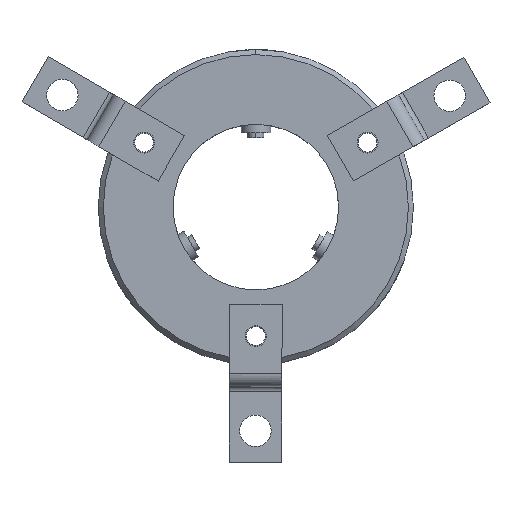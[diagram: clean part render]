
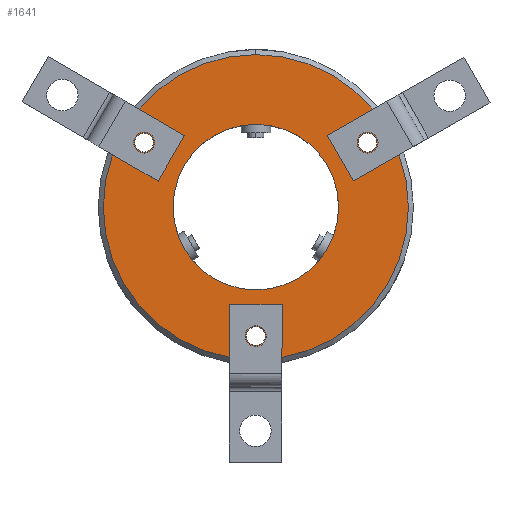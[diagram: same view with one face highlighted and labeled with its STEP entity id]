
A CAD part, top view. The second image highlights one B-rep face of the part: STEP entity #1641.
In plain terms, the highlighted face is planar.
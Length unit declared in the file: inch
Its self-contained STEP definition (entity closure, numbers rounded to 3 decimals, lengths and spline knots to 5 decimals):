
#7 = FACE_BOUND ( 'NONE', #2018, .T. ) ;
#17 = EDGE_LOOP ( 'NONE', ( #239, #3812 ) ) ;
#91 = DIRECTION ( 'NONE',  ( 0., 0., 1. ) ) ;
#132 = VERTEX_POINT ( 'NONE', #1278 ) ;
#239 = ORIENTED_EDGE ( 'NONE', *, *, #4236, .T. ) ;
#301 = ORIENTED_EDGE ( 'NONE', *, *, #2188, .F. ) ;
#322 = CIRCLE ( 'NONE', #1118, 0.4925 ) ;
#334 = CIRCLE ( 'NONE', #3994, 0.056 ) ;
#342 = CARTESIAN_POINT ( 'NONE',  ( 1., 0., 0. ) ) ;
#387 = VERTEX_POINT ( 'NONE', #2738 ) ;
#452 = VERTEX_POINT ( 'NONE', #2479 ) ;
#454 = DIRECTION ( 'NONE',  ( 0., 0., 1. ) ) ;
#459 = FACE_BOUND ( 'NONE', #2664, .T. ) ;
#469 = AXIS2_PLACEMENT_3D ( 'NONE', #2456, #4085, #1146 ) ;
#475 = CIRCLE ( 'NONE', #2350, 0.056 ) ;
#506 = CARTESIAN_POINT ( 'NONE',  ( 1., 0.38375, 0.72067 ) ) ;
#624 = CIRCLE ( 'NONE', #1309, 0.9075 ) ;
#706 = DIRECTION ( 'NONE',  ( 0., 0., 1. ) ) ;
#738 = CARTESIAN_POINT ( 'NONE',  ( 1., 0., -0.4925 ) ) ;
#824 = DIRECTION ( 'NONE',  ( 0., 0., 1. ) ) ;
#878 = CARTESIAN_POINT ( 'NONE',  ( 1., 0.38375, -0.60867 ) ) ;
#924 = ORIENTED_EDGE ( 'NONE', *, *, #3127, .T. ) ;
#984 = ORIENTED_EDGE ( 'NONE', *, *, #1006, .T. ) ;
#1006 = EDGE_CURVE ( 'NONE', #2582, #4249, #1541, .T. ) ;
#1017 = CARTESIAN_POINT ( 'NONE',  ( 1., -0.7675, 0.056 ) ) ;
#1089 = FACE_OUTER_BOUND ( 'NONE', #3023, .T. ) ;
#1116 = DIRECTION ( 'NONE',  ( 0., 0., 1. ) ) ;
#1118 = AXIS2_PLACEMENT_3D ( 'NONE', #3429, #2426, #1116 ) ;
#1137 = DIRECTION ( 'NONE',  ( 0., 0., 1. ) ) ;
#1146 = DIRECTION ( 'NONE',  ( 0., 0., 1. ) ) ;
#1172 = DIRECTION ( 'NONE',  ( -1., 0., 0. ) ) ;
#1199 = VERTEX_POINT ( 'NONE', #878 ) ;
#1204 = CIRCLE ( 'NONE', #3100, 0.056 ) ;
#1278 = CARTESIAN_POINT ( 'NONE',  ( 1., 0.38375, -0.72067 ) ) ;
#1293 = DIRECTION ( 'NONE',  ( 0., -1., 0. ) ) ;
#1303 = CIRCLE ( 'NONE', #4266, 0.056 ) ;
#1309 = AXIS2_PLACEMENT_3D ( 'NONE', #342, #3277, #1293 ) ;
#1403 = DIRECTION ( 'NONE',  ( 0., -1., 0. ) ) ;
#1415 = ORIENTED_EDGE ( 'NONE', *, *, #1600, .T. ) ;
#1453 = DIRECTION ( 'NONE',  ( -1., 0., 0. ) ) ;
#1478 = EDGE_LOOP ( 'NONE', ( #2182, #2297 ) ) ;
#1541 = CIRCLE ( 'NONE', #4005, 0.056 ) ;
#1542 = AXIS2_PLACEMENT_3D ( 'NONE', #3104, #4124, #1137 ) ;
#1600 = EDGE_CURVE ( 'NONE', #3012, #2970, #2933, .T. ) ;
#1641 = ADVANCED_FACE ( 'NONE', ( #459, #2060, #7, #2162, #1089 ), #1777, .F. ) ;
#1669 = VERTEX_POINT ( 'NONE', #1925 ) ;
#1713 = DIRECTION ( 'NONE',  ( -1., 0., 0. ) ) ;
#1763 = CARTESIAN_POINT ( 'NONE',  ( 1., 0., 0. ) ) ;
#1777 = PLANE ( 'NONE',  #469 ) ;
#1789 = DIRECTION ( 'NONE',  ( 0., 0., 1. ) ) ;
#1804 = CARTESIAN_POINT ( 'NONE',  ( 1., 0.38375, 0.66467 ) ) ;
#1925 = CARTESIAN_POINT ( 'NONE',  ( 1., 0.9075, 0. ) ) ;
#2017 = AXIS2_PLACEMENT_3D ( 'NONE', #1763, #3434, #1789 ) ;
#2018 = EDGE_LOOP ( 'NONE', ( #984, #4141 ) ) ;
#2041 = CARTESIAN_POINT ( 'NONE',  ( 1., -0.7675, 0. ) ) ;
#2057 = CARTESIAN_POINT ( 'NONE',  ( 1., 0., 0. ) ) ;
#2060 = FACE_BOUND ( 'NONE', #1478, .T. ) ;
#2081 = CARTESIAN_POINT ( 'NONE',  ( 1., 0.38375, -0.66467 ) ) ;
#2162 = FACE_BOUND ( 'NONE', #17, .T. ) ;
#2167 = DIRECTION ( 'NONE',  ( 0., 0., 1. ) ) ;
#2182 = ORIENTED_EDGE ( 'NONE', *, *, #3529, .T. ) ;
#2188 = EDGE_CURVE ( 'NONE', #452, #1669, #3081, .T. ) ;
#2297 = ORIENTED_EDGE ( 'NONE', *, *, #2650, .T. ) ;
#2350 = AXIS2_PLACEMENT_3D ( 'NONE', #1804, #3756, #91 ) ;
#2426 = DIRECTION ( 'NONE',  ( -1., 0., 0. ) ) ;
#2456 = CARTESIAN_POINT ( 'NONE',  ( 1., 0.4925, 0. ) ) ;
#2479 = CARTESIAN_POINT ( 'NONE',  ( 1., -0.9075, 0. ) ) ;
#2497 = CARTESIAN_POINT ( 'NONE',  ( 1., 0.38375, 0.66467 ) ) ;
#2582 = VERTEX_POINT ( 'NONE', #1017 ) ;
#2650 = EDGE_CURVE ( 'NONE', #387, #3170, #475, .T. ) ;
#2660 = CARTESIAN_POINT ( 'NONE',  ( 1., 0., 0.4925 ) ) ;
#2664 = EDGE_LOOP ( 'NONE', ( #924, #1415 ) ) ;
#2714 = ORIENTED_EDGE ( 'NONE', *, *, #3902, .F. ) ;
#2738 = CARTESIAN_POINT ( 'NONE',  ( 1., 0.38375, 0.60867 ) ) ;
#2764 = AXIS2_PLACEMENT_3D ( 'NONE', #2057, #3345, #1403 ) ;
#2818 = DIRECTION ( 'NONE',  ( -1., 0., 0. ) ) ;
#2933 = CIRCLE ( 'NONE', #2017, 0.4925 ) ;
#2970 = VERTEX_POINT ( 'NONE', #2660 ) ;
#3012 = VERTEX_POINT ( 'NONE', #738 ) ;
#3023 = EDGE_LOOP ( 'NONE', ( #301, #2714 ) ) ;
#3081 = CIRCLE ( 'NONE', #2764, 0.9075 ) ;
#3100 = AXIS2_PLACEMENT_3D ( 'NONE', #2081, #1453, #454 ) ;
#3102 = CARTESIAN_POINT ( 'NONE',  ( 1., 0.38375, -0.66467 ) ) ;
#3104 = CARTESIAN_POINT ( 'NONE',  ( 1., -0.7675, 0. ) ) ;
#3127 = EDGE_CURVE ( 'NONE', #2970, #3012, #322, .T. ) ;
#3170 = VERTEX_POINT ( 'NONE', #506 ) ;
#3226 = EDGE_CURVE ( 'NONE', #4249, #2582, #3733, .T. ) ;
#3277 = DIRECTION ( 'NONE',  ( -1., 0., 0. ) ) ;
#3345 = DIRECTION ( 'NONE',  ( -1., 0., 0. ) ) ;
#3429 = CARTESIAN_POINT ( 'NONE',  ( 1., 0., 0. ) ) ;
#3434 = DIRECTION ( 'NONE',  ( -1., 0., 0. ) ) ;
#3529 = EDGE_CURVE ( 'NONE', #3170, #387, #1303, .T. ) ;
#3662 = CARTESIAN_POINT ( 'NONE',  ( 1., -0.7675, -0.056 ) ) ;
#3733 = CIRCLE ( 'NONE', #1542, 0.056 ) ;
#3756 = DIRECTION ( 'NONE',  ( -1., 0., 0. ) ) ;
#3812 = ORIENTED_EDGE ( 'NONE', *, *, #4206, .T. ) ;
#3902 = EDGE_CURVE ( 'NONE', #1669, #452, #624, .T. ) ;
#3994 = AXIS2_PLACEMENT_3D ( 'NONE', #3102, #2818, #2167 ) ;
#4005 = AXIS2_PLACEMENT_3D ( 'NONE', #2041, #1713, #706 ) ;
#4085 = DIRECTION ( 'NONE',  ( -1., 0., 0. ) ) ;
#4124 = DIRECTION ( 'NONE',  ( -1., 0., 0. ) ) ;
#4141 = ORIENTED_EDGE ( 'NONE', *, *, #3226, .T. ) ;
#4206 = EDGE_CURVE ( 'NONE', #132, #1199, #1204, .T. ) ;
#4236 = EDGE_CURVE ( 'NONE', #1199, #132, #334, .T. ) ;
#4249 = VERTEX_POINT ( 'NONE', #3662 ) ;
#4266 = AXIS2_PLACEMENT_3D ( 'NONE', #2497, #1172, #824 ) ;
